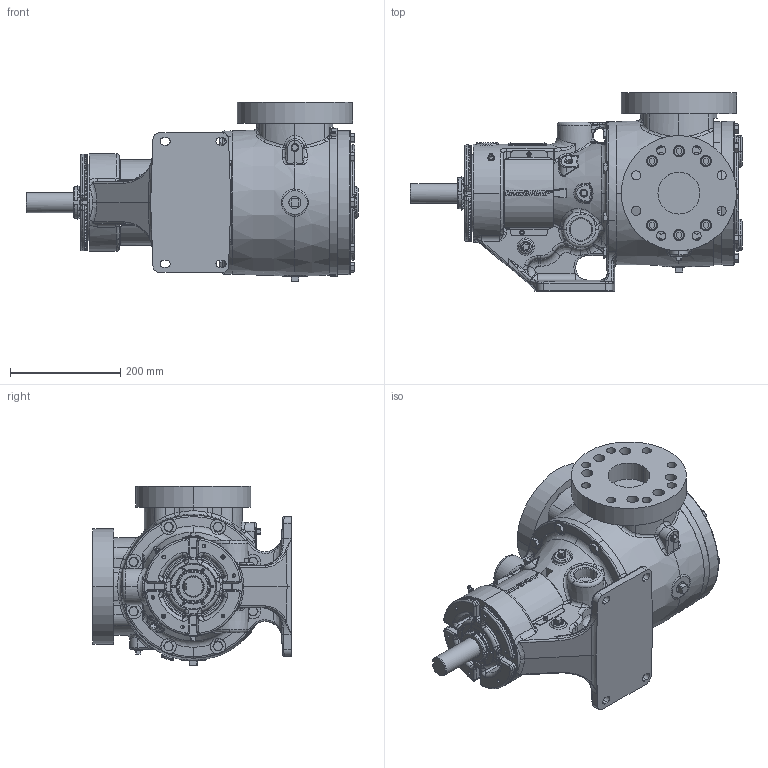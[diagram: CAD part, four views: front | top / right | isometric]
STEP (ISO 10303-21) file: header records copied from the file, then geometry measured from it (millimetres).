
FILE_DESCRIPTION (( 'STEP AP214' ), '1' );
FILE_NAME ('LV-4823.step', '2025-12-05T14:04:09', ( '' ), ( '' ), 'SwSTEP 2.0', 'SolidWorks 2024', '' );
FILE_SCHEMA (( 'AUTOMOTIVE_DESIGN' ));
Length unit declared in the file: inch
Products named in the file (1): LV-4823
Bounding box: 603.54 x 360.36 x 326.71 mm (x, y, z)
Volume: 21821780.9 mm3; surface area: 989983.3 mm2
Topology: 1 solids, 1 shells, 4484 faces, 11498 edges, 7213 vertices
Faces by surface type: plane 1511, bspline 1308, cylinder 870, cone 635, torus 106, sphere 54
Entity records: 202945 total; most frequent: CARTESIAN_POINT 104394, ORIENTED_EDGE 22838, DIRECTION 16930, EDGE_CURVE 11419, VERTEX_POINT 7210, AXIS2_PLACEMENT_3D 6195, EDGE_LOOP 4811, LINE 4540
